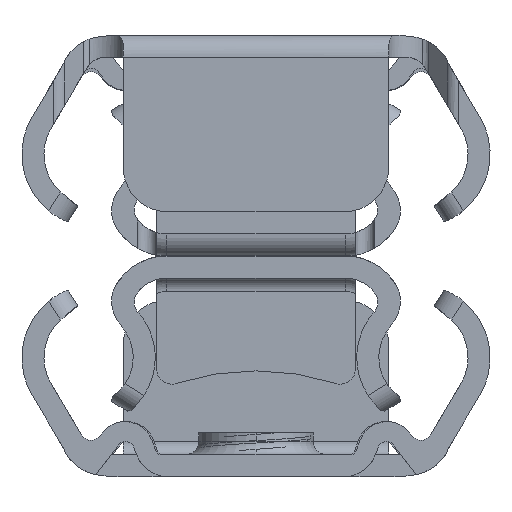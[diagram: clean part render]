
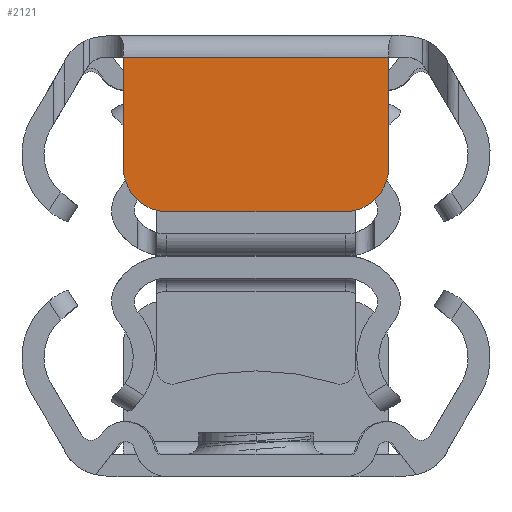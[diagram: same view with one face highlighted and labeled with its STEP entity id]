
A CAD part, left-side view. The second image highlights one B-rep face of the part: STEP entity #2121.
In plain terms, the highlighted face is planar.
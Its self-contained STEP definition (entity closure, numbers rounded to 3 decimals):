
#35 = CARTESIAN_POINT ( 'NONE',  ( 50., 3., 0. ) ) ;
#54 = ORIENTED_EDGE ( 'NONE', *, *, #7121, .T. ) ;
#151 = EDGE_CURVE ( 'NONE', #5845, #9443, #7917, .T. ) ;
#236 = AXIS2_PLACEMENT_3D ( 'NONE', #9137, #1846, #3962 ) ;
#394 = DIRECTION ( 'NONE',  ( 1., 0., 0. ) ) ;
#463 = LINE ( 'NONE', #9214, #2663 ) ;
#823 = DIRECTION ( 'NONE',  ( 1., 0., 0. ) ) ;
#994 = VECTOR ( 'NONE', #8729, 1000. ) ;
#999 = DIRECTION ( 'NONE',  ( 0., 0., -1. ) ) ;
#1038 = ORIENTED_EDGE ( 'NONE', *, *, #4525, .T. ) ;
#1076 = CARTESIAN_POINT ( 'NONE',  ( 50., 2., 4. ) ) ;
#1123 = CARTESIAN_POINT ( 'NONE',  ( 50., -2.966, 3.259 ) ) ;
#1163 = EDGE_CURVE ( 'NONE', #9443, #6976, #5761, .T. ) ;
#1232 = VERTEX_POINT ( 'NONE', #3701 ) ;
#1234 = VECTOR ( 'NONE', #3745, 1000. ) ;
#1485 = LINE ( 'NONE', #1535, #1234 ) ;
#1535 = CARTESIAN_POINT ( 'NONE',  ( 50., -3.582, 0.96 ) ) ;
#1600 = LINE ( 'NONE', #35, #2167 ) ;
#1846 = DIRECTION ( 'NONE',  ( 1., 0., 0. ) ) ;
#1850 = VECTOR ( 'NONE', #7507, 1000. ) ;
#2121 = ADVANCED_FACE ( 'NONE', ( #4635 ), #7656, .T. ) ;
#2167 = VECTOR ( 'NONE', #8883, 1000. ) ;
#2231 = CARTESIAN_POINT ( 'NONE',  ( 50., 2.966, 3.259 ) ) ;
#2410 = CARTESIAN_POINT ( 'NONE',  ( 50., -3., 0. ) ) ;
#2663 = VECTOR ( 'NONE', #6339, 1000. ) ;
#2750 = VERTEX_POINT ( 'NONE', #8578 ) ;
#3065 = EDGE_CURVE ( 'NONE', #5845, #1232, #3869, .T. ) ;
#3153 = CARTESIAN_POINT ( 'NONE',  ( 50., 3.582, 0.96 ) ) ;
#3701 = CARTESIAN_POINT ( 'NONE',  ( 50., 3., 3.132 ) ) ;
#3745 = DIRECTION ( 'NONE',  ( 0., -0.259, -0.966 ) ) ;
#3869 = LINE ( 'NONE', #3153, #1850 ) ;
#3953 = EDGE_LOOP ( 'NONE', ( #7992, #8933, #6712, #9201, #7223, #8730, #1038, #54 ) ) ;
#3962 = DIRECTION ( 'NONE',  ( 0., 0., -1. ) ) ;
#4373 = VERTEX_POINT ( 'NONE', #8265 ) ;
#4525 = EDGE_CURVE ( 'NONE', #6976, #5927, #7403, .T. ) ;
#4635 = FACE_OUTER_BOUND ( 'NONE', #3953, .T. ) ;
#5073 = VERTEX_POINT ( 'NONE', #5276 ) ;
#5135 = EDGE_CURVE ( 'NONE', #2750, #5073, #463, .T. ) ;
#5276 = CARTESIAN_POINT ( 'NONE',  ( 50., 3., 0.5 ) ) ;
#5438 = DIRECTION ( 'NONE',  ( 0., 0., -1. ) ) ;
#5531 = VECTOR ( 'NONE', #5438, 1000. ) ;
#5761 = LINE ( 'NONE', #8682, #994 ) ;
#5845 = VERTEX_POINT ( 'NONE', #2231 ) ;
#5927 = VERTEX_POINT ( 'NONE', #1123 ) ;
#5938 = CARTESIAN_POINT ( 'NONE',  ( 50., -2., 4. ) ) ;
#6102 = EDGE_CURVE ( 'NONE', #4373, #2750, #7491, .T. ) ;
#6138 = CARTESIAN_POINT ( 'NONE',  ( 50., 2., 3. ) ) ;
#6246 = AXIS2_PLACEMENT_3D ( 'NONE', #6138, #823, #8913 ) ;
#6339 = DIRECTION ( 'NONE',  ( 0., 1., 0. ) ) ;
#6712 = ORIENTED_EDGE ( 'NONE', *, *, #8789, .T. ) ;
#6976 = VERTEX_POINT ( 'NONE', #5938 ) ;
#7121 = EDGE_CURVE ( 'NONE', #5927, #4373, #1485, .T. ) ;
#7223 = ORIENTED_EDGE ( 'NONE', *, *, #151, .T. ) ;
#7403 = CIRCLE ( 'NONE', #236, 1. ) ;
#7491 = LINE ( 'NONE', #2410, #5531 ) ;
#7507 = DIRECTION ( 'NONE',  ( 0., 0.259, -0.966 ) ) ;
#7554 = CARTESIAN_POINT ( 'NONE',  ( 50., -3.65, 2.7 ) ) ;
#7656 = PLANE ( 'NONE',  #7790 ) ;
#7790 = AXIS2_PLACEMENT_3D ( 'NONE', #7554, #394, #999 ) ;
#7917 = CIRCLE ( 'NONE', #6246, 1. ) ;
#7992 = ORIENTED_EDGE ( 'NONE', *, *, #6102, .T. ) ;
#8265 = CARTESIAN_POINT ( 'NONE',  ( 50., -3., 3.132 ) ) ;
#8578 = CARTESIAN_POINT ( 'NONE',  ( 50., -3., 0.5 ) ) ;
#8682 = CARTESIAN_POINT ( 'NONE',  ( 50., 0., 4. ) ) ;
#8729 = DIRECTION ( 'NONE',  ( 0., -1., 0. ) ) ;
#8730 = ORIENTED_EDGE ( 'NONE', *, *, #1163, .T. ) ;
#8789 = EDGE_CURVE ( 'NONE', #5073, #1232, #1600, .T. ) ;
#8883 = DIRECTION ( 'NONE',  ( 0., 0., 1. ) ) ;
#8913 = DIRECTION ( 'NONE',  ( 0., 0., -1. ) ) ;
#8933 = ORIENTED_EDGE ( 'NONE', *, *, #5135, .T. ) ;
#9137 = CARTESIAN_POINT ( 'NONE',  ( 50., -2., 3. ) ) ;
#9201 = ORIENTED_EDGE ( 'NONE', *, *, #3065, .F. ) ;
#9214 = CARTESIAN_POINT ( 'NONE',  ( 50., 3., 0.5 ) ) ;
#9443 = VERTEX_POINT ( 'NONE', #1076 ) ;
